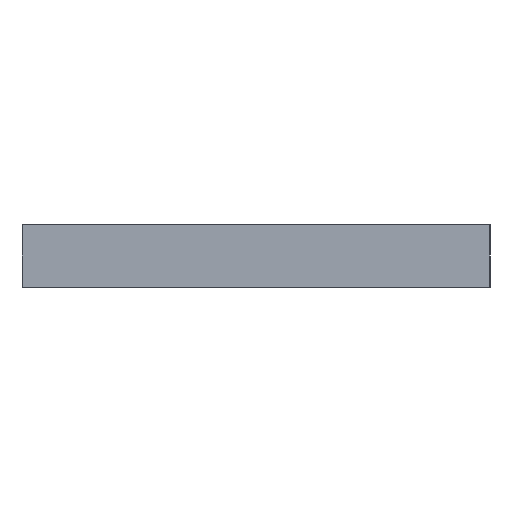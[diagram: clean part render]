
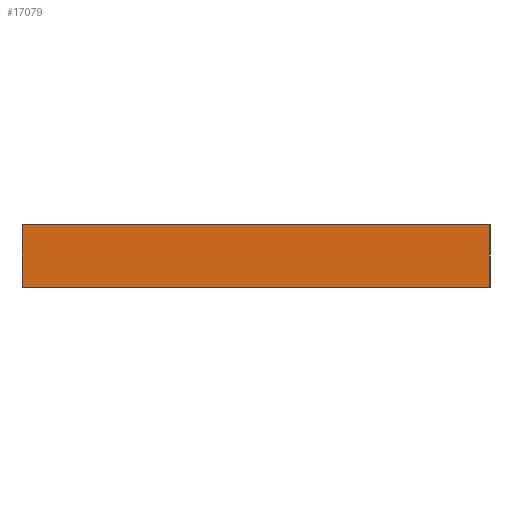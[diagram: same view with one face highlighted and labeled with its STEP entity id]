
A CAD part, left-side view. The second image highlights one B-rep face of the part: STEP entity #17079.
In plain terms, the highlighted planar face has unit normal (-1, 0, 0).
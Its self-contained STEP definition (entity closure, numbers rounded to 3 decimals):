
#84 = PLANE('',#85);
#85 = AXIS2_PLACEMENT_3D('',#86,#87,#88);
#86 = CARTESIAN_POINT('',(0.069,0.,1.6));
#87 = DIRECTION('',(0.,0.,-1.));
#88 = DIRECTION('',(-1.,0.,0.));
#143 = PLANE('',#144);
#144 = AXIS2_PLACEMENT_3D('',#145,#146,#147);
#145 = CARTESIAN_POINT('',(0.069,0.,
    0.));
#146 = DIRECTION('',(0.,0.,-1.));
#147 = DIRECTION('',(-1.,0.,0.));
#785 = VERTEX_POINT('',#786);
#786 = CARTESIAN_POINT('',(-21.5,-6.,0.));
#800 = PLANE('',#801);
#801 = AXIS2_PLACEMENT_3D('',#802,#803,#804);
#802 = CARTESIAN_POINT('',(-21.5,-6.,0.));
#803 = DIRECTION('',(0.,1.,0.));
#804 = DIRECTION('',(1.,0.,0.));
#812 = EDGE_CURVE('',#813,#785,#815,.T.);
#813 = VERTEX_POINT('',#814);
#814 = CARTESIAN_POINT('',(-21.5,6.,0.));
#815 = SURFACE_CURVE('',#816,(#820,#827),.PCURVE_S1.);
#816 = LINE('',#817,#818);
#817 = CARTESIAN_POINT('',(-21.5,6.,0.));
#818 = VECTOR('',#819,1.);
#819 = DIRECTION('',(0.,-1.,0.));
#820 = PCURVE('',#143,#821);
#821 = DEFINITIONAL_REPRESENTATION('',(#822),#826);
#822 = LINE('',#823,#824);
#823 = CARTESIAN_POINT('',(21.569,6.));
#824 = VECTOR('',#825,1.);
#825 = DIRECTION('',(0.,-1.));
#826 = ( GEOMETRIC_REPRESENTATION_CONTEXT(2) 
PARAMETRIC_REPRESENTATION_CONTEXT() REPRESENTATION_CONTEXT('2D SPACE',''
  ) );
#827 = PCURVE('',#828,#833);
#828 = PLANE('',#829);
#829 = AXIS2_PLACEMENT_3D('',#830,#831,#832);
#830 = CARTESIAN_POINT('',(-21.5,6.,0.));
#831 = DIRECTION('',(1.,0.,0.));
#832 = DIRECTION('',(0.,-1.,0.));
#833 = DEFINITIONAL_REPRESENTATION('',(#834),#838);
#834 = LINE('',#835,#836);
#835 = CARTESIAN_POINT('',(0.,0.));
#836 = VECTOR('',#837,1.);
#837 = DIRECTION('',(1.,0.));
#838 = ( GEOMETRIC_REPRESENTATION_CONTEXT(2) 
PARAMETRIC_REPRESENTATION_CONTEXT() REPRESENTATION_CONTEXT('2D SPACE',''
  ) );
#856 = PLANE('',#857);
#857 = AXIS2_PLACEMENT_3D('',#858,#859,#860);
#858 = CARTESIAN_POINT('',(-18.4,6.,0.));
#859 = DIRECTION('',(0.,-1.,0.));
#860 = DIRECTION('',(-1.,0.,0.));
#9623 = VERTEX_POINT('',#9624);
#9624 = CARTESIAN_POINT('',(-21.5,-6.,1.6));
#9645 = EDGE_CURVE('',#9646,#9623,#9648,.T.);
#9646 = VERTEX_POINT('',#9647);
#9647 = CARTESIAN_POINT('',(-21.5,6.,1.6));
#9648 = SURFACE_CURVE('',#9649,(#9653,#9660),.PCURVE_S1.);
#9649 = LINE('',#9650,#9651);
#9650 = CARTESIAN_POINT('',(-21.5,6.,1.6));
#9651 = VECTOR('',#9652,1.);
#9652 = DIRECTION('',(0.,-1.,0.));
#9653 = PCURVE('',#84,#9654);
#9654 = DEFINITIONAL_REPRESENTATION('',(#9655),#9659);
#9655 = LINE('',#9656,#9657);
#9656 = CARTESIAN_POINT('',(21.569,6.));
#9657 = VECTOR('',#9658,1.);
#9658 = DIRECTION('',(0.,-1.));
#9659 = ( GEOMETRIC_REPRESENTATION_CONTEXT(2) 
PARAMETRIC_REPRESENTATION_CONTEXT() REPRESENTATION_CONTEXT('2D SPACE',''
  ) );
#9660 = PCURVE('',#828,#9661);
#9661 = DEFINITIONAL_REPRESENTATION('',(#9662),#9666);
#9662 = LINE('',#9663,#9664);
#9663 = CARTESIAN_POINT('',(0.,-1.6));
#9664 = VECTOR('',#9665,1.);
#9665 = DIRECTION('',(1.,0.));
#9666 = ( GEOMETRIC_REPRESENTATION_CONTEXT(2) 
PARAMETRIC_REPRESENTATION_CONTEXT() REPRESENTATION_CONTEXT('2D SPACE',''
  ) );
#17031 = EDGE_CURVE('',#813,#9646,#17032,.T.);
#17032 = SURFACE_CURVE('',#17033,(#17037,#17044),.PCURVE_S1.);
#17033 = LINE('',#17034,#17035);
#17034 = CARTESIAN_POINT('',(-21.5,6.,0.));
#17035 = VECTOR('',#17036,1.);
#17036 = DIRECTION('',(0.,0.,1.));
#17037 = PCURVE('',#856,#17038);
#17038 = DEFINITIONAL_REPRESENTATION('',(#17039),#17043);
#17039 = LINE('',#17040,#17041);
#17040 = CARTESIAN_POINT('',(3.1,0.));
#17041 = VECTOR('',#17042,1.);
#17042 = DIRECTION('',(0.,-1.));
#17043 = ( GEOMETRIC_REPRESENTATION_CONTEXT(2) 
PARAMETRIC_REPRESENTATION_CONTEXT() REPRESENTATION_CONTEXT('2D SPACE',''
  ) );
#17044 = PCURVE('',#828,#17045);
#17045 = DEFINITIONAL_REPRESENTATION('',(#17046),#17050);
#17046 = LINE('',#17047,#17048);
#17047 = CARTESIAN_POINT('',(0.,0.));
#17048 = VECTOR('',#17049,1.);
#17049 = DIRECTION('',(0.,-1.));
#17050 = ( GEOMETRIC_REPRESENTATION_CONTEXT(2) 
PARAMETRIC_REPRESENTATION_CONTEXT() REPRESENTATION_CONTEXT('2D SPACE',''
  ) );
#17079 = ADVANCED_FACE('',(#17080),#828,.F.);
#17080 = FACE_BOUND('',#17081,.F.);
#17081 = EDGE_LOOP('',(#17082,#17083,#17084,#17105));
#17082 = ORIENTED_EDGE('',*,*,#17031,.T.);
#17083 = ORIENTED_EDGE('',*,*,#9645,.T.);
#17084 = ORIENTED_EDGE('',*,*,#17085,.F.);
#17085 = EDGE_CURVE('',#785,#9623,#17086,.T.);
#17086 = SURFACE_CURVE('',#17087,(#17091,#17098),.PCURVE_S1.);
#17087 = LINE('',#17088,#17089);
#17088 = CARTESIAN_POINT('',(-21.5,-6.,0.));
#17089 = VECTOR('',#17090,1.);
#17090 = DIRECTION('',(0.,0.,1.));
#17091 = PCURVE('',#828,#17092);
#17092 = DEFINITIONAL_REPRESENTATION('',(#17093),#17097);
#17093 = LINE('',#17094,#17095);
#17094 = CARTESIAN_POINT('',(12.,0.));
#17095 = VECTOR('',#17096,1.);
#17096 = DIRECTION('',(0.,-1.));
#17097 = ( GEOMETRIC_REPRESENTATION_CONTEXT(2) 
PARAMETRIC_REPRESENTATION_CONTEXT() REPRESENTATION_CONTEXT('2D SPACE',''
  ) );
#17098 = PCURVE('',#800,#17099);
#17099 = DEFINITIONAL_REPRESENTATION('',(#17100),#17104);
#17100 = LINE('',#17101,#17102);
#17101 = CARTESIAN_POINT('',(0.,0.));
#17102 = VECTOR('',#17103,1.);
#17103 = DIRECTION('',(0.,-1.));
#17104 = ( GEOMETRIC_REPRESENTATION_CONTEXT(2) 
PARAMETRIC_REPRESENTATION_CONTEXT() REPRESENTATION_CONTEXT('2D SPACE',''
  ) );
#17105 = ORIENTED_EDGE('',*,*,#812,.F.);
